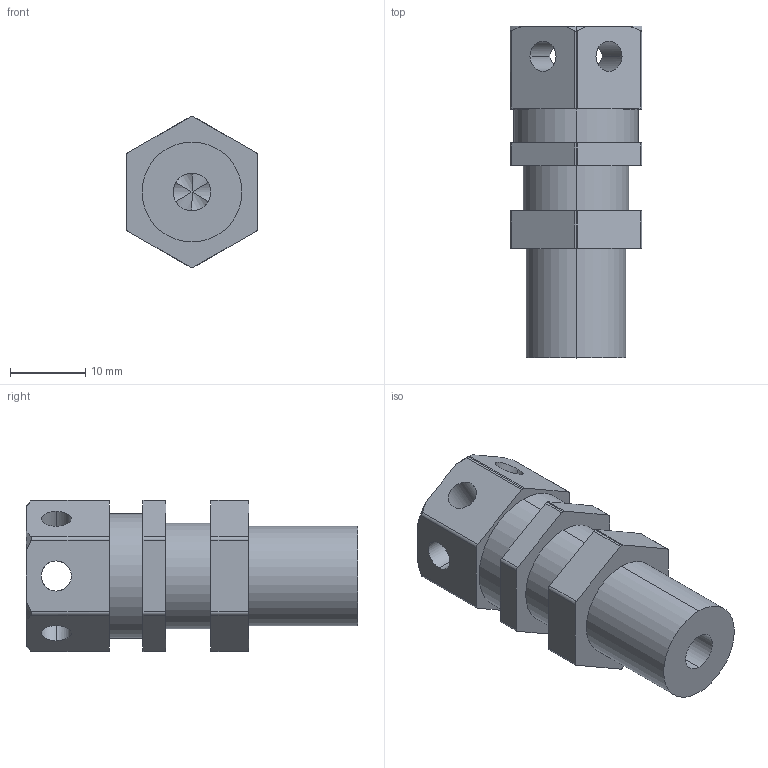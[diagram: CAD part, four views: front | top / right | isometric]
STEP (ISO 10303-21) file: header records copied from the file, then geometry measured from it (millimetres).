
FILE_DESCRIPTION (( 'STEP AP214' ), '1' );
FILE_NAME ('ReliefValve.step', '2018-12-19T16:09:38', ( '' ), ( '' ), 'SwSTEP 2.0', 'SolidWorks 2018', '' );
FILE_SCHEMA (( 'AUTOMOTIVE_DESIGN' ));
Length unit declared in the file: inch
Products named in the file (1): ReliefValve
Bounding box: 17.5 x 44 x 20.05 mm (x, y, z)
Volume: 7624.7 mm3; surface area: 4074 mm2
Topology: 1 solids, 1 shells, 73 faces, 201 edges, 130 vertices
Faces by surface type: cylinder 41, plane 25, cone 7
Entity records: 2490 total; most frequent: CARTESIAN_POINT 590, ORIENTED_EDGE 402, DIRECTION 380, EDGE_CURVE 201, AXIS2_PLACEMENT_3D 142, VERTEX_POINT 130, LINE 96, VECTOR 96
